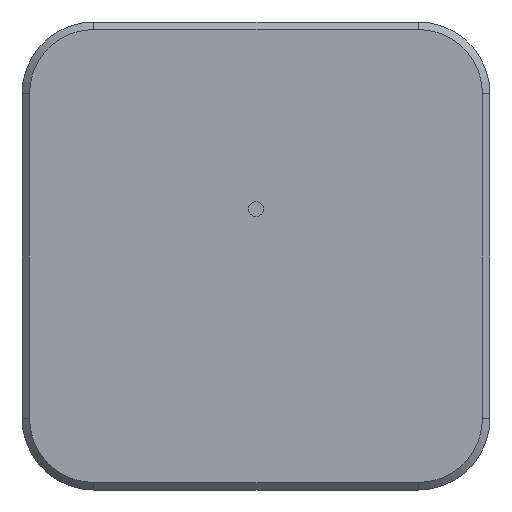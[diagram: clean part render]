
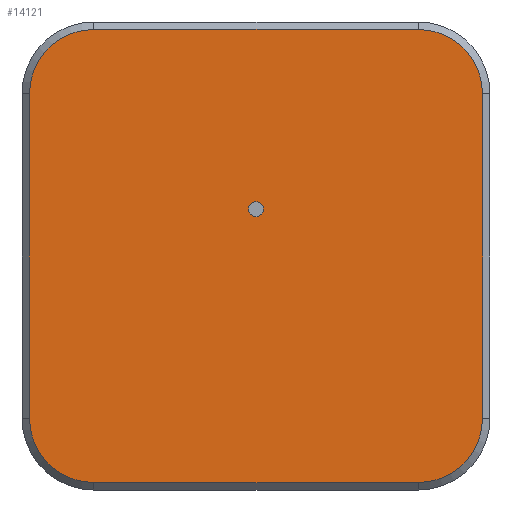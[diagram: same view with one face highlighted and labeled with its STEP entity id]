
A CAD part, front view. The second image highlights one B-rep face of the part: STEP entity #14121.
In plain terms, the highlighted planar face has unit normal (0, -1, 0).
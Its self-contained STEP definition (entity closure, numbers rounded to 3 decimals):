
#196 = VECTOR ( 'NONE', #6790, 1000. ) ;
#781 = AXIS2_PLACEMENT_3D ( 'NONE', #2777, #4206, #5341 ) ;
#900 = CARTESIAN_POINT ( 'NONE',  ( 1368.865, -4., -278.05 ) ) ;
#1015 = CIRCLE ( 'NONE', #781, 3.431 ) ;
#1111 = DIRECTION ( 'NONE',  ( 0., 0., 1. ) ) ;
#1514 = EDGE_CURVE ( 'NONE', #5049, #7383, #8675, .T. ) ;
#1768 = DIRECTION ( 'NONE',  ( -1., 0., 0. ) ) ;
#1829 = LINE ( 'NONE', #12134, #7814 ) ;
#2102 = DIRECTION ( 'NONE',  ( 0., 0., 1. ) ) ;
#2279 = EDGE_LOOP ( 'NONE', ( #5816, #4222, #6977, #5262, #14882, #12064, #5206, #9063 ) ) ;
#2434 = CARTESIAN_POINT ( 'NONE',  ( 1393.065, -4., -278.05 ) ) ;
#2604 = VERTEX_POINT ( 'NONE', #11179 ) ;
#2777 = CARTESIAN_POINT ( 'NONE',  ( 1389.634, -4., -278.05 ) ) ;
#2895 = CARTESIAN_POINT ( 'NONE',  ( 1389.634, -4., -281.48 ) ) ;
#3714 = EDGE_CURVE ( 'NONE', #12219, #5049, #11553, .T. ) ;
#3810 = DIRECTION ( 'NONE',  ( 0., -1., 0. ) ) ;
#4126 = VECTOR ( 'NONE', #12187, 1000. ) ;
#4206 = DIRECTION ( 'NONE',  ( 0., -1., 0. ) ) ;
#4222 = ORIENTED_EDGE ( 'NONE', *, *, #13940, .T. ) ;
#4245 = CARTESIAN_POINT ( 'NONE',  ( 1389.634, -4., -281.48 ) ) ;
#4290 = CARTESIAN_POINT ( 'NONE',  ( 1372.295, -4., -281.48 ) ) ;
#4382 = CARTESIAN_POINT ( 'NONE',  ( 1389.634, -4., -257.28 ) ) ;
#4434 = CARTESIAN_POINT ( 'NONE',  ( 1389.634, -4., -260.711 ) ) ;
#4575 = DIRECTION ( 'NONE',  ( 0., -1., 0. ) ) ;
#4920 = EDGE_CURVE ( 'NONE', #2604, #7987, #14477, .T. ) ;
#4994 = CARTESIAN_POINT ( 'NONE',  ( 1372.295, -4., -278.05 ) ) ;
#5049 = VERTEX_POINT ( 'NONE', #12495 ) ;
#5206 = ORIENTED_EDGE ( 'NONE', *, *, #11439, .T. ) ;
#5262 = ORIENTED_EDGE ( 'NONE', *, *, #10818, .T. ) ;
#5341 = DIRECTION ( 'NONE',  ( 0., 0., 1. ) ) ;
#5390 = DIRECTION ( 'NONE',  ( 0., -1., 0. ) ) ;
#5816 = ORIENTED_EDGE ( 'NONE', *, *, #1514, .T. ) ;
#5938 = DIRECTION ( 'NONE',  ( 0., 0., 1. ) ) ;
#6751 = AXIS2_PLACEMENT_3D ( 'NONE', #4434, #4575, #1111 ) ;
#6790 = DIRECTION ( 'NONE',  ( 0., 0., -1. ) ) ;
#6977 = ORIENTED_EDGE ( 'NONE', *, *, #9677, .T. ) ;
#7254 = PLANE ( 'NONE',  #8260 ) ;
#7282 = VERTEX_POINT ( 'NONE', #2434 ) ;
#7383 = VERTEX_POINT ( 'NONE', #4290 ) ;
#7814 = VECTOR ( 'NONE', #1768, 1000. ) ;
#7965 = CARTESIAN_POINT ( 'NONE',  ( 1372.295, -4., -257.28 ) ) ;
#7987 = VERTEX_POINT ( 'NONE', #4382 ) ;
#8176 = DIRECTION ( 'NONE',  ( 0., 1., 0. ) ) ;
#8260 = AXIS2_PLACEMENT_3D ( 'NONE', #4994, #8176, #12791 ) ;
#8675 = CIRCLE ( 'NONE', #11338, 3.431 ) ;
#8928 = VERTEX_POINT ( 'NONE', #7965 ) ;
#8932 = DIRECTION ( 'NONE',  ( 0., 0., 1. ) ) ;
#9012 = CARTESIAN_POINT ( 'NONE',  ( 1372.295, -4., -278.05 ) ) ;
#9018 = CARTESIAN_POINT ( 'NONE',  ( 1393.065, -4., -260.711 ) ) ;
#9063 = ORIENTED_EDGE ( 'NONE', *, *, #3714, .T. ) ;
#9677 = EDGE_CURVE ( 'NONE', #12367, #7282, #1015, .T. ) ;
#9694 = CARTESIAN_POINT ( 'NONE',  ( 1368.865, -4., -260.711 ) ) ;
#9888 = VECTOR ( 'NONE', #8932, 1000. ) ;
#10442 = EDGE_CURVE ( 'NONE', #7987, #8928, #1829, .T. ) ;
#10818 = EDGE_CURVE ( 'NONE', #7282, #2604, #12421, .T. ) ;
#11179 = CARTESIAN_POINT ( 'NONE',  ( 1393.065, -4., -260.711 ) ) ;
#11338 = AXIS2_PLACEMENT_3D ( 'NONE', #9012, #5390, #2102 ) ;
#11439 = EDGE_CURVE ( 'NONE', #8928, #12219, #14461, .T. ) ;
#11553 = LINE ( 'NONE', #900, #196 ) ;
#12064 = ORIENTED_EDGE ( 'NONE', *, *, #10442, .T. ) ;
#12134 = CARTESIAN_POINT ( 'NONE',  ( 1372.295, -4., -257.28 ) ) ;
#12187 = DIRECTION ( 'NONE',  ( 1., 0., 0. ) ) ;
#12219 = VERTEX_POINT ( 'NONE', #9694 ) ;
#12367 = VERTEX_POINT ( 'NONE', #2895 ) ;
#12421 = LINE ( 'NONE', #9018, #9888 ) ;
#12495 = CARTESIAN_POINT ( 'NONE',  ( 1368.865, -4., -278.05 ) ) ;
#12582 = AXIS2_PLACEMENT_3D ( 'NONE', #14223, #3810, #5938 ) ;
#12791 = DIRECTION ( 'NONE',  ( 0., 0., 1. ) ) ;
#13910 = FACE_OUTER_BOUND ( 'NONE', #2279, .T. ) ;
#13940 = EDGE_CURVE ( 'NONE', #7383, #12367, #14375, .T. ) ;
#14121 = ADVANCED_FACE ( 'NONE', ( #13910 ), #7254, .F. ) ;
#14223 = CARTESIAN_POINT ( 'NONE',  ( 1372.295, -4., -260.711 ) ) ;
#14375 = LINE ( 'NONE', #4245, #4126 ) ;
#14461 = CIRCLE ( 'NONE', #12582, 3.431 ) ;
#14477 = CIRCLE ( 'NONE', #6751, 3.431 ) ;
#14882 = ORIENTED_EDGE ( 'NONE', *, *, #4920, .T. ) ;
